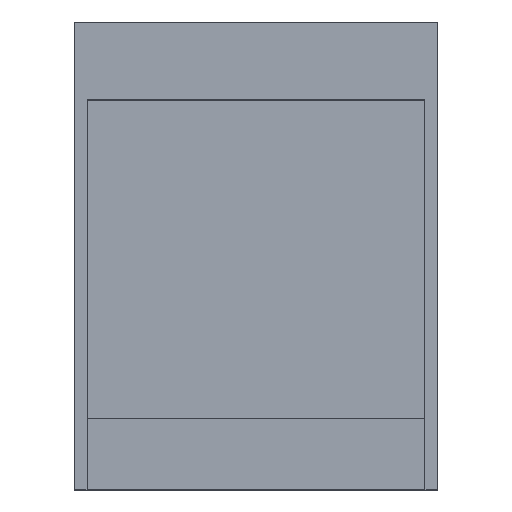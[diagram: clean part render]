
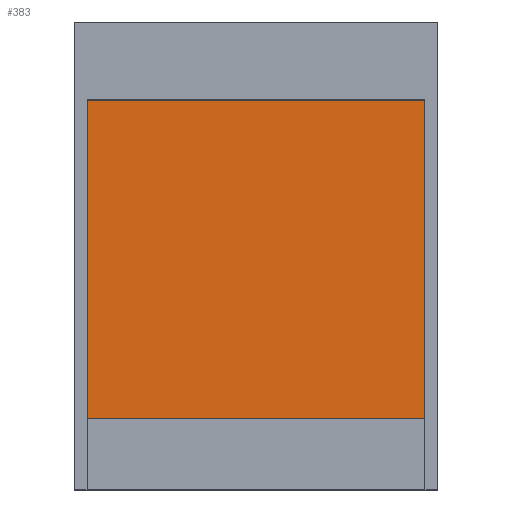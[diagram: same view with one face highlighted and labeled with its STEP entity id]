
A CAD part, top view. The second image highlights one B-rep face of the part: STEP entity #383.
In plain terms, the highlighted planar face has unit normal (0, 0, 1).
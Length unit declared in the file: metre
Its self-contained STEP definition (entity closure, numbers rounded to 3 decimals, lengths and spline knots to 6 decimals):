
#44=ORIENTED_EDGE('',*,*,#141,.T.);
#45=ORIENTED_EDGE('',*,*,#147,.F.);
#46=ORIENTED_EDGE('',*,*,#148,.F.);
#47=ORIENTED_EDGE('',*,*,#146,.T.);
#141=EDGE_CURVE('',#192,#191,#231,.T.);
#146=EDGE_CURVE('',#195,#192,#236,.T.);
#147=EDGE_CURVE('',#196,#191,#237,.T.);
#148=EDGE_CURVE('',#195,#196,#238,.T.);
#191=VERTEX_POINT('',#570);
#192=VERTEX_POINT('',#572);
#195=VERTEX_POINT('',#579);
#196=VERTEX_POINT('',#584);
#231=LINE('',#571,#285);
#236=LINE('',#581,#290);
#237=LINE('',#583,#291);
#238=LINE('',#585,#292);
#285=VECTOR('',#462,1.);
#290=VECTOR('',#469,1.);
#291=VECTOR('',#472,1.);
#292=VECTOR('',#473,1.);
#323=EDGE_LOOP('',(#44,#45,#46,#47));
#343=FACE_BOUND('',#323,.T.);
#363=PLANE('',#416);
#383=ADVANCED_FACE('',(#343),#363,.F.);
#416=AXIS2_PLACEMENT_3D('',#582,#470,#471);
#462=DIRECTION('',(0.,-1.,0.));
#469=DIRECTION('',(-1.,0.,0.));
#470=DIRECTION('',(0.,0.,-1.));
#471=DIRECTION('',(0.,1.,0.));
#472=DIRECTION('',(-1.,0.,0.));
#473=DIRECTION('',(0.,-1.,0.));
#570=CARTESIAN_POINT('',(-0.038,-0.007,-0.0035));
#571=CARTESIAN_POINT('',(-0.038,0.00525,-0.0035));
#572=CARTESIAN_POINT('',(-0.038,0.0175,-0.0035));
#579=CARTESIAN_POINT('',(-0.012,0.0175,-0.0035));
#581=CARTESIAN_POINT('',(-0.012,0.0175,-0.0035));
#582=CARTESIAN_POINT('',(-0.012,0.00525,-0.0035));
#583=CARTESIAN_POINT('',(-0.012,-0.007,-0.0035));
#584=CARTESIAN_POINT('',(-0.012,-0.007,-0.0035));
#585=CARTESIAN_POINT('',(-0.012,0.00525,-0.0035));
